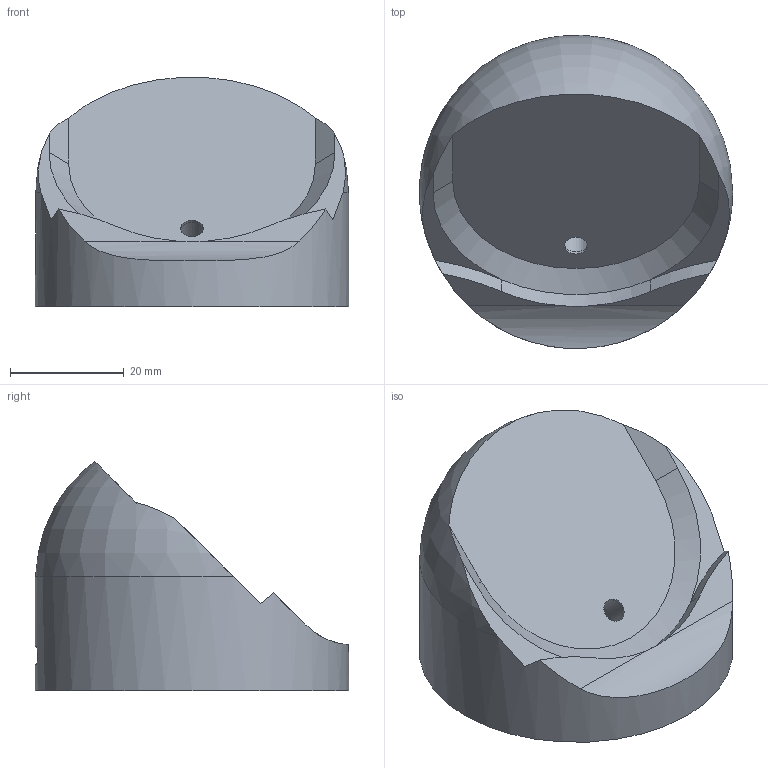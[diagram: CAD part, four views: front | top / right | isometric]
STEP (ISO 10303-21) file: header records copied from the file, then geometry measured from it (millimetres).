
FILE_DESCRIPTION(('STEP AP242'), '1');
FILE_NAME('ChargerCase', '', ('UNSPECIFIED'), ('UNSPECIFIED'), 'C3D Converter', 'C3D Toolkit', '');
FILE_SCHEMA(('AP242_MANAGED_MODEL_BASED_3D_ENGINEERING_MIM_LF { 1 0 10303 442 1 1 4 }'));
Length unit declared in the file: millimetre
Bounding box: 55 x 55 x 40.24 mm (x, y, z)
Volume: 44856.2 mm3; surface area: 10599.8 mm2
Topology: 1 solids, 1 shells, 51 faces, 136 edges, 89 vertices
Faces by surface type: plane 34, cylinder 15, torus 1, cone 1
Full cylindrical faces by diameter (mm): 2.5 x2, 3 x1, 4.1 x1, 5.2 x1, 51 x1, 55 x1
Entity records: 2188 total; most frequent: CARTESIAN_POINT 908, ORIENTED_EDGE 258, DIRECTION 242, EDGE_CURVE 129, VERTEX_POINT 89, AXIS2_PLACEMENT_3D 83, LINE 76, VECTOR 76
